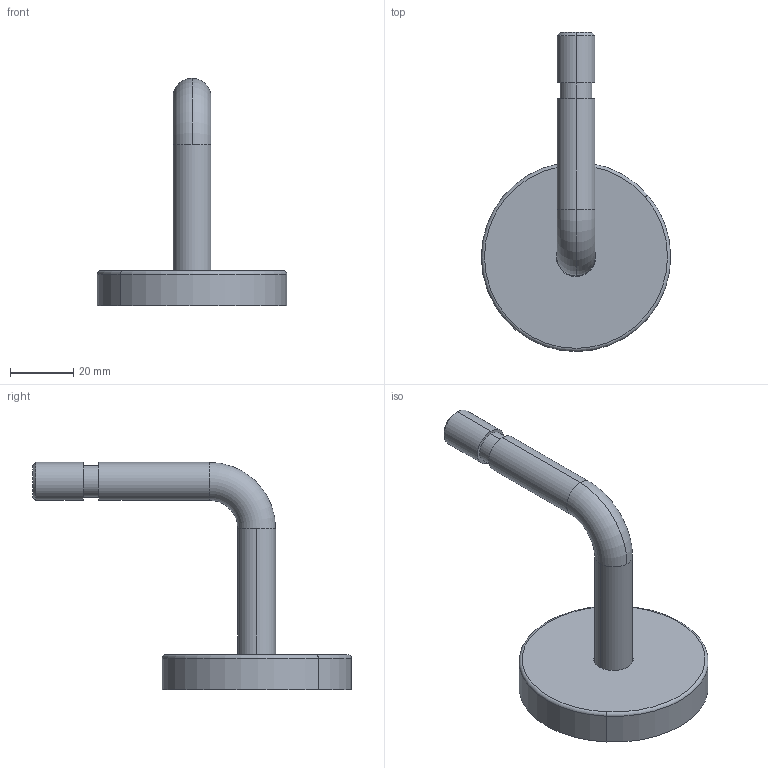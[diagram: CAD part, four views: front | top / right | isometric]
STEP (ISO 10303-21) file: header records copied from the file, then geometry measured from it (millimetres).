
FILE_DESCRIPTION (( 'STEP AP203' ), '1' );
FILE_NAME ('50504-240.STEP', '2020-09-10T08:01:52', ( '' ), ( '' ), 'SwSTEP 2.0', 'SolidWorks 2018', '' );
FILE_SCHEMA (( 'CONFIG_CONTROL_DESIGN' ));
Length unit declared in the file: millimetre
Products named in the file (5): 50504-240; 50504-240 Teil1; 50504-240 Teil2; 50504-240 Teil2_50504-240 Teil2; 50504-240 Teil1_50504-240 Teil1
Assembly tree (2 placements, depth 2):
  50504-240
    50504-240 Teil1_50504-240 Teil1
    50504-240 Teil2_50504-240 Teil2
  50504-240 Teil1
  50504-240 Teil2
Bounding box: 60 x 101 x 72 mm (x, y, z)
Volume: 24903.5 mm3; surface area: 19874.1 mm2
Topology: 2 solids, 2 shells, 297 faces, 778 edges, 514 vertices
Faces by surface type: plane 153, bspline 97, cylinder 39, torus 6, cone 2
Entity records: 15281 total; most frequent: CARTESIAN_POINT 8052, ORIENTED_EDGE 1556, DIRECTION 1094, EDGE_CURVE 778, VERTEX_POINT 514, LINE 486, VECTOR 486, EDGE_LOOP 340
